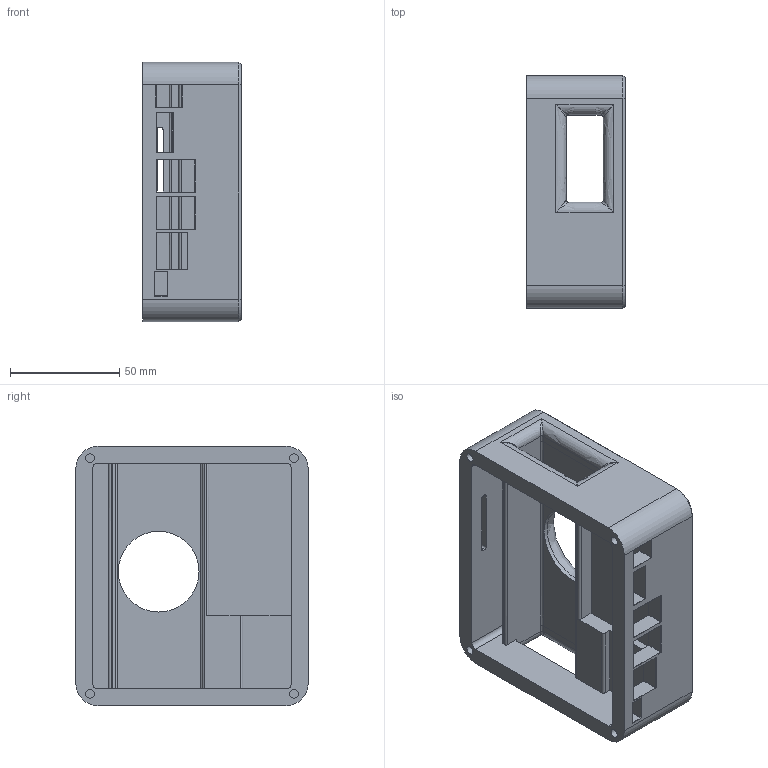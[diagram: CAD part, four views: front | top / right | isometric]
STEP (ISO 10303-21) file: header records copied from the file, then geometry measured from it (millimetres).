
FILE_DESCRIPTION(/* description */ (''),/* implementation_level */ '2;1');
FILE_NAME(/* name */ 'Case_V1.2_UHalf_NoGPIO.step',/* time_stamp */ '2026-01-28T00:26:11-05:00',/* author */ (''),/* organization */ (''),/* preprocessor_version */ 'ST-DEVELOPER v20.1',/* originating_system */ 'Autodesk Translation Framework v14.24.0.0',/* authorisation */ '');
FILE_SCHEMA (('AUTOMOTIVE_DESIGN { 1 0 10303 214 3 1 1 }'));
Length unit declared in the file: millimetre
Products named in the file (1): 2026-01-28-00-26-10-875
Bounding box: 45 x 106.5 x 119 mm (x, y, z)
Volume: 266205 mm3; surface area: 60920.9 mm2
Topology: 1 solids, 1 shells, 186 faces, 448 edges, 258 vertices
Faces by surface type: plane 125, bspline 44, cylinder 13, cone 4
Full cylindrical faces by diameter (mm): 4 x4, 37 x1
Entity records: 8506 total; most frequent: CARTESIAN_POINT 4449, ORIENTED_EDGE 880, DIRECTION 694, EDGE_CURVE 440, LINE 346, VECTOR 346, VERTEX_POINT 258, EDGE_LOOP 208
